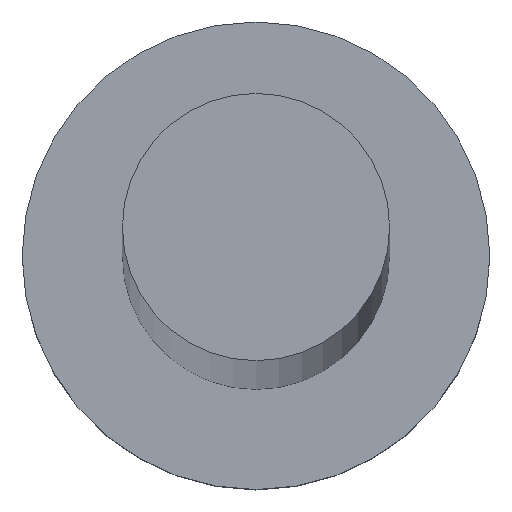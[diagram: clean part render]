
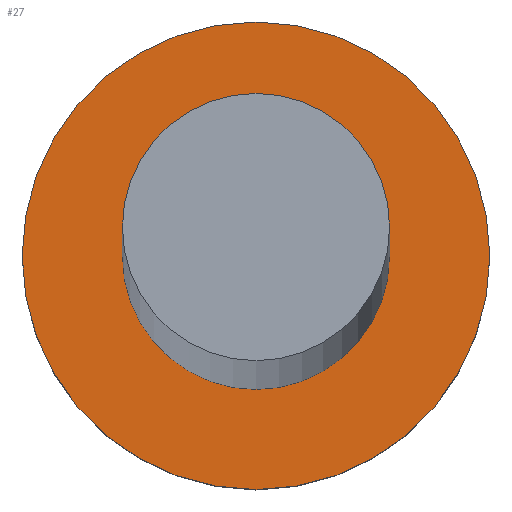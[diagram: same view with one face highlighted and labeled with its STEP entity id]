
A CAD part, top view. The second image highlights one B-rep face of the part: STEP entity #27.
In plain terms, the highlighted planar face has unit normal (0, 0, 1).
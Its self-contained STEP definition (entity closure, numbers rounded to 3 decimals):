
#8 = DIRECTION ( 'NONE',  ( 0., 0., 1. ) ) ;
#9 = AXIS2_PLACEMENT_3D ( 'NONE', #83, #8, #135 ) ;
#12 = CARTESIAN_POINT ( 'NONE',  ( -7., 0., 6.5 ) ) ;
#15 = DIRECTION ( 'NONE',  ( 0., 0., 1. ) ) ;
#17 = VERTEX_POINT ( 'NONE', #128 ) ;
#18 = EDGE_LOOP ( 'NONE', ( #217, #33 ) ) ;
#23 = AXIS2_PLACEMENT_3D ( 'NONE', #110, #48, #148 ) ;
#24 = CARTESIAN_POINT ( 'NONE',  ( 0., 0., 6.5 ) ) ;
#26 = FACE_OUTER_BOUND ( 'NONE', #57, .T. ) ;
#27 = ADVANCED_FACE ( 'NONE', ( #42, #26 ), #185, .T. ) ;
#33 = ORIENTED_EDGE ( 'NONE', *, *, #227, .F. ) ;
#42 = FACE_BOUND ( 'NONE', #18, .T. ) ;
#48 = DIRECTION ( 'NONE',  ( 0., 0., 1. ) ) ;
#55 = CIRCLE ( 'NONE', #71, 4. ) ;
#57 = EDGE_LOOP ( 'NONE', ( #213, #251 ) ) ;
#71 = AXIS2_PLACEMENT_3D ( 'NONE', #156, #15, #91 ) ;
#73 = CARTESIAN_POINT ( 'NONE',  ( 0., 0., 6.5 ) ) ;
#83 = CARTESIAN_POINT ( 'NONE',  ( 0., 0., 6.5 ) ) ;
#91 = DIRECTION ( 'NONE',  ( 1., 0., 0. ) ) ;
#107 = EDGE_CURVE ( 'NONE', #233, #172, #197, .T. ) ;
#109 = CARTESIAN_POINT ( 'NONE',  ( 4., 0., 6.5 ) ) ;
#110 = CARTESIAN_POINT ( 'NONE',  ( 0., 0., 6.5 ) ) ;
#128 = CARTESIAN_POINT ( 'NONE',  ( -4., 0., 6.5 ) ) ;
#135 = DIRECTION ( 'NONE',  ( 1., 0., 0. ) ) ;
#136 = EDGE_CURVE ( 'NONE', #17, #138, #244, .T. ) ;
#138 = VERTEX_POINT ( 'NONE', #109 ) ;
#139 = CIRCLE ( 'NONE', #225, 7. ) ;
#148 = DIRECTION ( 'NONE',  ( 1., 0., 0. ) ) ;
#153 = DIRECTION ( 'NONE',  ( 1., 0., 0. ) ) ;
#156 = CARTESIAN_POINT ( 'NONE',  ( 0., 0., 6.5 ) ) ;
#172 = VERTEX_POINT ( 'NONE', #12 ) ;
#185 = PLANE ( 'NONE',  #9 ) ;
#190 = CARTESIAN_POINT ( 'NONE',  ( 7., 0., 6.5 ) ) ;
#195 = DIRECTION ( 'NONE',  ( 0., 0., 1. ) ) ;
#197 = CIRCLE ( 'NONE', #220, 7. ) ;
#201 = EDGE_CURVE ( 'NONE', #172, #233, #139, .T. ) ;
#203 = DIRECTION ( 'NONE',  ( 0., 0., 1. ) ) ;
#208 = DIRECTION ( 'NONE',  ( 1., 0., 0. ) ) ;
#213 = ORIENTED_EDGE ( 'NONE', *, *, #201, .T. ) ;
#217 = ORIENTED_EDGE ( 'NONE', *, *, #136, .F. ) ;
#220 = AXIS2_PLACEMENT_3D ( 'NONE', #24, #203, #208 ) ;
#225 = AXIS2_PLACEMENT_3D ( 'NONE', #73, #195, #153 ) ;
#227 = EDGE_CURVE ( 'NONE', #138, #17, #55, .T. ) ;
#233 = VERTEX_POINT ( 'NONE', #190 ) ;
#244 = CIRCLE ( 'NONE', #23, 4. ) ;
#251 = ORIENTED_EDGE ( 'NONE', *, *, #107, .T. ) ;
